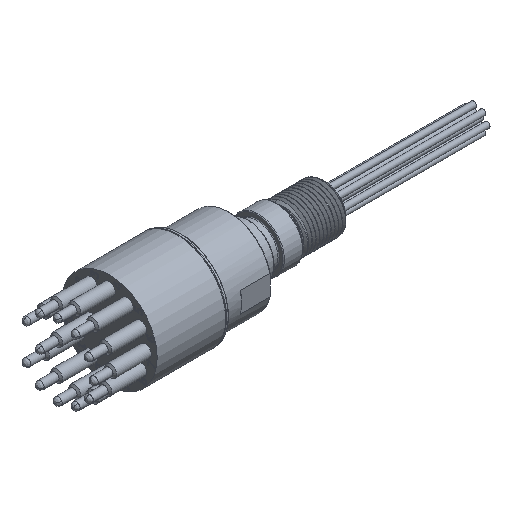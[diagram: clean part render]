
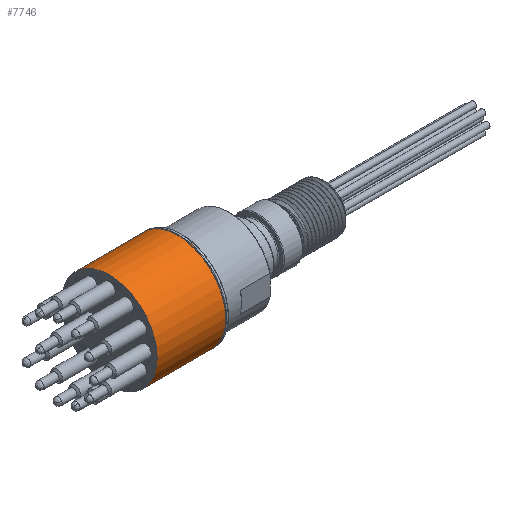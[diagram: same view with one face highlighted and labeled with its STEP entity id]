
A CAD part, isometric view. The second image highlights one B-rep face of the part: STEP entity #7746.
In plain terms, the highlighted cylindrical face has radius 12.675 mm (diameter 25.349 mm), a full revolution.
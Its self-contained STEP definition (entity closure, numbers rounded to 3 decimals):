
#1703=FACE_BOUND($,#2821,.T.);
#1792=CYLINDRICAL_SURFACE($,#8299,12.675);
#2190=FACE_OUTER_BOUND($,#2820,.T.);
#2820=EDGE_LOOP($,(#6579));
#2821=EDGE_LOOP($,(#6580));
#3067=CIRCLE($,#8196,12.675);
#3116=CIRCLE($,#8287,12.675);
#3787=VERTEX_POINT($,#15759);
#3836=VERTEX_POINT($,#15899);
#4732=EDGE_CURVE($,#3787,#3787,#3067,.T.);
#4781=EDGE_CURVE($,#3836,#3836,#3116,.T.);
#6579=ORIENTED_EDGE($,*,*,#4781,.F.);
#6580=ORIENTED_EDGE($,*,*,#4732,.F.);
#7746=ADVANCED_FACE($,(#2190,#1703),#1792,.T.);
#8196=AXIS2_PLACEMENT_3D($,#15760,#9510,#9511);
#8287=AXIS2_PLACEMENT_3D($,#15900,#9692,#9693);
#8299=AXIS2_PLACEMENT_3D($,#15919,#9716,#9717);
#9510=DIRECTION('center_axis',(-1.,0.,0.));
#9511=DIRECTION('ref_axis',(0.,0.,1.));
#9692=DIRECTION('center_axis',(1.,0.,0.));
#9693=DIRECTION('ref_axis',(0.,0.,1.));
#9716=DIRECTION('center_axis',(-1.,0.,0.));
#9717=DIRECTION('ref_axis',(0.,0.,1.));
#15759=CARTESIAN_POINT('',(-14.986,0.,12.675));
#15760=CARTESIAN_POINT('Origin',(-14.986,0.,0.));
#15899=CARTESIAN_POINT('',(3.378,0.,12.675));
#15900=CARTESIAN_POINT('Origin',(3.378,0.,0.));
#15919=CARTESIAN_POINT('Origin',(3.378,0.,0.));
